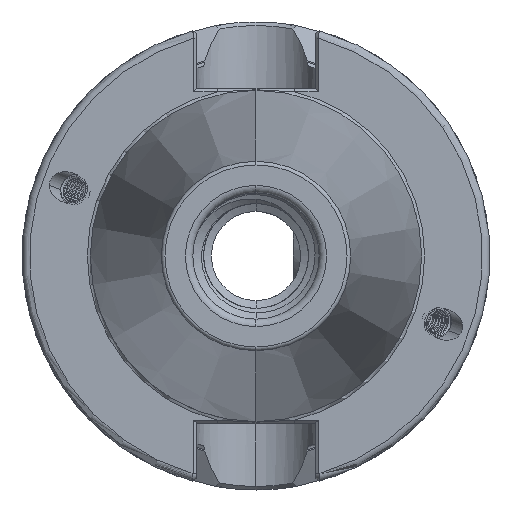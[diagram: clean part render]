
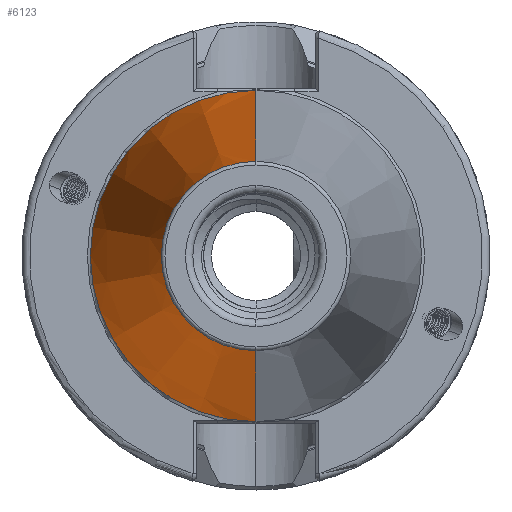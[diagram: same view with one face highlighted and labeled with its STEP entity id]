
A CAD part, left-side view. The second image highlights one B-rep face of the part: STEP entity #6123.
In plain terms, the highlighted conical face has half-angle 8.297 degrees and reference radius 22.298 mm.
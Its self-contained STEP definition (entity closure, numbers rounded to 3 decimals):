
#1642 = VECTOR ( 'NONE', #14046, 1000. ) ;
#1657 = CIRCLE ( 'NONE', #8600, 22.298 ) ;
#1675 = CIRCLE ( 'NONE', #8590, 12.75 ) ;
#1679 = LINE ( 'NONE', #14070, #1642 ) ;
#1690 = LINE ( 'NONE', #14182, #1701 ) ;
#1701 = VECTOR ( 'NONE', #14203, 1000. ) ;
#1809 = FACE_OUTER_BOUND ( 'NONE', #17551, .T. ) ;
#1833 = CONICAL_SURFACE ( 'NONE', #5900, 22.298, 0.145 ) ;
#2411 = CARTESIAN_POINT ( 'NONE',  ( -1.5, 0., 0. ) ) ;
#2423 = DIRECTION ( 'NONE',  ( 0., 0., -1. ) ) ;
#2427 = DIRECTION ( 'NONE',  ( 1., 0., 0. ) ) ;
#3455 = CARTESIAN_POINT ( 'NONE',  ( -1.5, 0., 22.298 ) ) ;
#3458 = CARTESIAN_POINT ( 'NONE',  ( -1.5, 0., -22.298 ) ) ;
#5691 = EDGE_CURVE ( 'NONE', #12145, #12104, #1675, .T. ) ;
#5701 = EDGE_CURVE ( 'NONE', #12104, #6608, #1679, .T. ) ;
#5707 = EDGE_CURVE ( 'NONE', #6633, #6608, #1657, .T. ) ;
#5726 = EDGE_CURVE ( 'NONE', #12145, #6633, #1690, .T. ) ;
#5900 = AXIS2_PLACEMENT_3D ( 'NONE', #2411, #2427, #2423 ) ;
#6123 = ADVANCED_FACE ( 'NONE', ( #1809 ), #1833, .T. ) ;
#6273 = ORIENTED_EDGE ( 'NONE', *, *, #5707, .F. ) ;
#6307 = ORIENTED_EDGE ( 'NONE', *, *, #5691, .T. ) ;
#6310 = ORIENTED_EDGE ( 'NONE', *, *, #5701, .T. ) ;
#6345 = ORIENTED_EDGE ( 'NONE', *, *, #5726, .F. ) ;
#6608 = VERTEX_POINT ( 'NONE', #3455 ) ;
#6633 = VERTEX_POINT ( 'NONE', #3458 ) ;
#8590 = AXIS2_PLACEMENT_3D ( 'NONE', #14527, #14528, #14500 ) ;
#8600 = AXIS2_PLACEMENT_3D ( 'NONE', #14117, #14123, #14118 ) ;
#10349 = CARTESIAN_POINT ( 'NONE',  ( -66.972, 0., 12.75 ) ) ;
#10369 = CARTESIAN_POINT ( 'NONE',  ( -66.972, 0., -12.75 ) ) ;
#12104 = VERTEX_POINT ( 'NONE', #10349 ) ;
#12145 = VERTEX_POINT ( 'NONE', #10369 ) ;
#14046 = DIRECTION ( 'NONE',  ( 0.99, 0., 0.144 ) ) ;
#14070 = CARTESIAN_POINT ( 'NONE',  ( -1.5, 0., 22.298 ) ) ;
#14117 = CARTESIAN_POINT ( 'NONE',  ( -1.5, 0., 0. ) ) ;
#14118 = DIRECTION ( 'NONE',  ( 0., 0., -1. ) ) ;
#14123 = DIRECTION ( 'NONE',  ( 1., 0., 0. ) ) ;
#14182 = CARTESIAN_POINT ( 'NONE',  ( -1.5, 0., -22.298 ) ) ;
#14203 = DIRECTION ( 'NONE',  ( 0.99, 0., -0.144 ) ) ;
#14500 = DIRECTION ( 'NONE',  ( 0., 0., -1. ) ) ;
#14527 = CARTESIAN_POINT ( 'NONE',  ( -66.972, 0., 0. ) ) ;
#14528 = DIRECTION ( 'NONE',  ( 1., 0., 0. ) ) ;
#17551 = EDGE_LOOP ( 'NONE', ( #6307, #6310, #6273, #6345 ) ) ;
